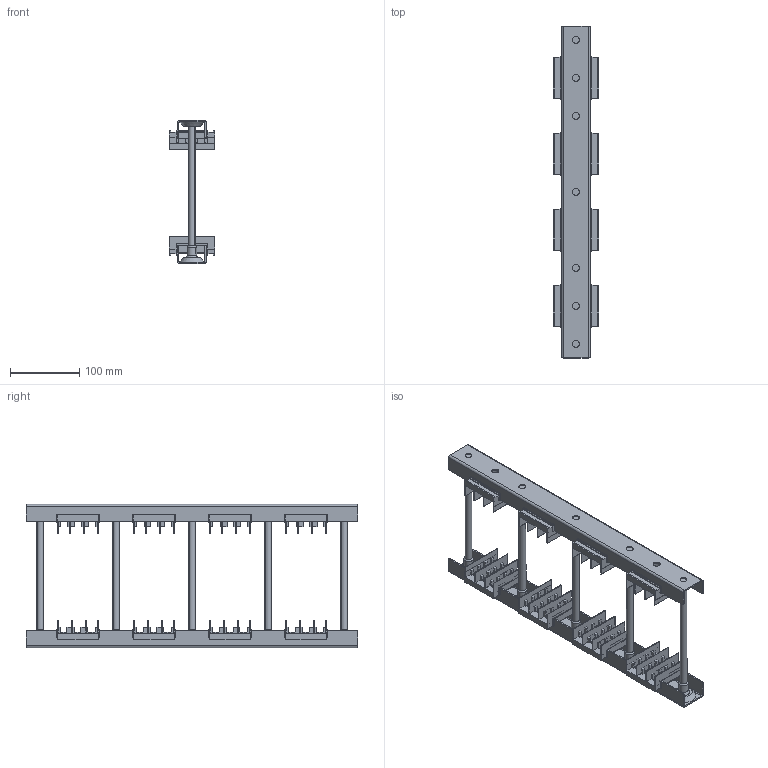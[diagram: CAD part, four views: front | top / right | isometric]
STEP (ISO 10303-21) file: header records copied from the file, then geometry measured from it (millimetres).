
FILE_DESCRIPTION(('STEP AP203'),'1');
FILE_NAME('ubs3-10tn-160.stp','2024-09-29T22:06:18',('TraceParts'),('TraceParts S.A.'),'Spatial InterOp 3D',' ',' ');
FILE_SCHEMA(('CONFIG_CONTROL_DESIGN'));
Length unit declared in the file: millimetre
Products named in the file (1): 1
Bounding box: 66 x 480 x 207.12 mm (x, y, z)
Volume: 597369.9 mm3; surface area: 432105.6 mm2
Topology: 23 solids, 23 shells, 1670 faces, 4538 edges, 2974 vertices
Faces by surface type: plane 1464, cylinder 138, cone 58, torus 10
Entity records: 51842 total; most frequent: CARTESIAN_POINT 9205, ORIENTED_EDGE 9076, DIRECTION 8288, EDGE_CURVE 4538, LINE 4174, VECTOR 4174, VERTEX_POINT 2974, AXIS2_PLACEMENT_3D 2057
